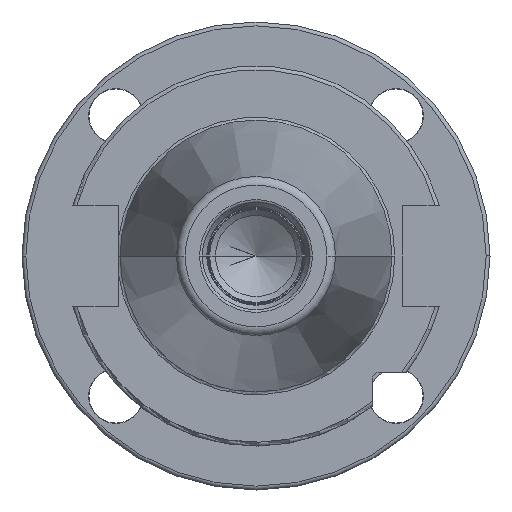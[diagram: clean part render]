
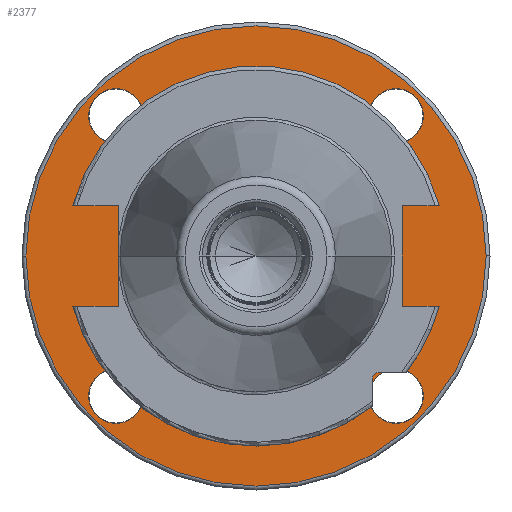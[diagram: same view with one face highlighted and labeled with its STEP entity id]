
A CAD part, left-side view. The second image highlights one B-rep face of the part: STEP entity #2377.
In plain terms, the highlighted planar face has unit normal (-1, 0, 0).
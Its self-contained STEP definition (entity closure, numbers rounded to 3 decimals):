
#122=DIRECTION('',(0.,0.,1.));
#123=VECTOR('',#122,37.625);
#124=CARTESIAN_POINT('',(35.05,35.3,-18.812));
#125=LINE('',#124,#123);
#154=CARTESIAN_POINT('',(35.05,0.,0.));
#155=DIRECTION('',(1.,0.,0.));
#156=DIRECTION('',(0.,0.883,0.47));
#157=AXIS2_PLACEMENT_3D('',#154,#155,#156);
#159=CARTESIAN_POINT('',(35.05,-37.5,13.919));
#199=CARTESIAN_POINT('',(35.05,35.3,18.812));
#201=CARTESIAN_POINT('',(35.05,0.,0.));
#202=DIRECTION('',(1.,0.,0.));
#203=DIRECTION('',(0.,-1.,0.));
#204=AXIS2_PLACEMENT_3D('',#201,#202,#203);
#206=CARTESIAN_POINT('',(35.05,0.,0.));
#207=DIRECTION('',(1.,0.,0.));
#208=DIRECTION('',(0.,1.,0.));
#209=AXIS2_PLACEMENT_3D('',#206,#207,#208);
#211=CARTESIAN_POINT('',(35.05,-35.921,-35.921));
#212=DIRECTION('',(1.,0.,0.));
#213=DIRECTION('',(0.,-1.,0.));
#214=AXIS2_PLACEMENT_3D('',#211,#212,#213);
#216=CARTESIAN_POINT('',(35.05,-35.921,-35.921));
#217=DIRECTION('',(1.,0.,0.));
#218=DIRECTION('',(0.,1.,0.));
#219=AXIS2_PLACEMENT_3D('',#216,#217,#218);
#221=CARTESIAN_POINT('',(35.05,35.921,-35.921));
#222=DIRECTION('',(1.,0.,0.));
#223=DIRECTION('',(0.,0.,-1.));
#224=AXIS2_PLACEMENT_3D('',#221,#222,#223);
#226=CARTESIAN_POINT('',(35.05,35.921,-35.921));
#227=DIRECTION('',(1.,0.,0.));
#228=DIRECTION('',(0.,0.,1.));
#229=AXIS2_PLACEMENT_3D('',#226,#227,#228);
#231=CARTESIAN_POINT('',(35.05,35.921,35.921));
#232=DIRECTION('',(1.,0.,0.));
#233=DIRECTION('',(0.,1.,0.));
#234=AXIS2_PLACEMENT_3D('',#231,#232,#233);
#236=CARTESIAN_POINT('',(35.05,35.921,35.921));
#237=DIRECTION('',(1.,0.,0.));
#238=DIRECTION('',(0.,-1.,0.));
#239=AXIS2_PLACEMENT_3D('',#236,#237,#238);
#241=CARTESIAN_POINT('',(35.05,-35.921,35.921));
#242=DIRECTION('',(1.,0.,0.));
#243=DIRECTION('',(0.,0.,1.));
#244=AXIS2_PLACEMENT_3D('',#241,#242,#243);
#246=CARTESIAN_POINT('',(35.05,-35.921,35.921));
#247=DIRECTION('',(1.,0.,0.));
#248=DIRECTION('',(0.,0.,-1.));
#249=AXIS2_PLACEMENT_3D('',#246,#247,#248);
#251=CARTESIAN_POINT('',(35.05,0.,0.));
#252=DIRECTION('',(1.,0.,0.));
#253=DIRECTION('',(0.,-0.938,-0.348));
#254=AXIS2_PLACEMENT_3D('',#251,#252,#253);
#256=CARTESIAN_POINT('',(35.05,35.3,-18.812));
#295=CARTESIAN_POINT('',(35.05,-37.5,-13.919));
#297=DIRECTION('',(0.,0.,-1.));
#298=VECTOR('',#297,27.839);
#299=CARTESIAN_POINT('',(35.05,-37.5,13.919));
#300=LINE('',#299,#298);
#2034=VERTEX_POINT('',#199);
#2035=VERTEX_POINT('',#159);
#2036=VERTEX_POINT('',#295);
#2037=VERTEX_POINT('',#256);
#2048=CARTESIAN_POINT('',(35.05,-59.,0.));
#2049=CARTESIAN_POINT('',(35.05,59.,0.));
#2050=VERTEX_POINT('',#2048);
#2051=VERTEX_POINT('',#2049);
#2090=CARTESIAN_POINT('',(35.05,-42.838,-35.921));
#2091=CARTESIAN_POINT('',(35.05,-29.004,-35.921));
#2092=VERTEX_POINT('',#2090);
#2093=VERTEX_POINT('',#2091);
#2094=CARTESIAN_POINT('',(35.05,35.921,-42.838));
#2095=CARTESIAN_POINT('',(35.05,35.921,-29.004));
#2096=VERTEX_POINT('',#2094);
#2097=VERTEX_POINT('',#2095);
#2098=CARTESIAN_POINT('',(35.05,42.838,35.921));
#2099=CARTESIAN_POINT('',(35.05,29.004,35.921));
#2100=VERTEX_POINT('',#2098);
#2101=VERTEX_POINT('',#2099);
#2102=CARTESIAN_POINT('',(35.05,-35.921,42.838));
#2103=CARTESIAN_POINT('',(35.05,-35.921,29.004));
#2104=VERTEX_POINT('',#2102);
#2105=VERTEX_POINT('',#2103);
#2334=CARTESIAN_POINT('',(35.05,35.3,48.738));
#2335=DIRECTION('',(1.,0.,0.));
#2336=DIRECTION('',(0.,0.,-1.));
#2337=AXIS2_PLACEMENT_3D('',#2334,#2335,#2336);
#2338=PLANE('',#2337);
#2340=ORIENTED_EDGE('',*,*,#2339,.T.);
#2342=ORIENTED_EDGE('',*,*,#2341,.T.);
#2343=EDGE_LOOP('',(#2340,#2342));
#2344=FACE_OUTER_BOUND('',#2343,.F.);
#2345=ORIENTED_EDGE('',*,*,#2325,.F.);
#2346=ORIENTED_EDGE('',*,*,#2262,.F.);
#2348=ORIENTED_EDGE('',*,*,#2347,.F.);
#2350=ORIENTED_EDGE('',*,*,#2349,.F.);
#2351=EDGE_LOOP('',(#2345,#2346,#2348,#2350));
#2352=FACE_BOUND('',#2351,.F.);
#2354=ORIENTED_EDGE('',*,*,#2353,.F.);
#2356=ORIENTED_EDGE('',*,*,#2355,.F.);
#2357=EDGE_LOOP('',(#2354,#2356));
#2358=FACE_BOUND('',#2357,.F.);
#2360=ORIENTED_EDGE('',*,*,#2359,.F.);
#2362=ORIENTED_EDGE('',*,*,#2361,.F.);
#2363=EDGE_LOOP('',(#2360,#2362));
#2364=FACE_BOUND('',#2363,.F.);
#2366=ORIENTED_EDGE('',*,*,#2365,.F.);
#2368=ORIENTED_EDGE('',*,*,#2367,.F.);
#2369=EDGE_LOOP('',(#2366,#2368));
#2370=FACE_BOUND('',#2369,.F.);
#2372=ORIENTED_EDGE('',*,*,#2371,.F.);
#2374=ORIENTED_EDGE('',*,*,#2373,.F.);
#2375=EDGE_LOOP('',(#2372,#2374));
#2376=FACE_BOUND('',#2375,.F.);
#2377=ADVANCED_FACE('',(#2344,#2352,#2358,#2364,#2370,#2376),#2338,.F.);
#158=CIRCLE('',#157,40.);
#205=CIRCLE('',#204,59.);
#210=CIRCLE('',#209,59.);
#215=CIRCLE('',#214,6.917);
#220=CIRCLE('',#219,6.917);
#225=CIRCLE('',#224,6.917);
#230=CIRCLE('',#229,6.917);
#235=CIRCLE('',#234,6.917);
#240=CIRCLE('',#239,6.917);
#245=CIRCLE('',#244,6.917);
#250=CIRCLE('',#249,6.917);
#255=CIRCLE('',#254,40.);
#2262=EDGE_CURVE('',#2037,#2034,#125,.T.);
#2325=EDGE_CURVE('',#2034,#2035,#158,.T.);
#2339=EDGE_CURVE('',#2050,#2051,#205,.T.);
#2341=EDGE_CURVE('',#2051,#2050,#210,.T.);
#2347=EDGE_CURVE('',#2036,#2037,#255,.T.);
#2349=EDGE_CURVE('',#2035,#2036,#300,.T.);
#2353=EDGE_CURVE('',#2092,#2093,#215,.T.);
#2355=EDGE_CURVE('',#2093,#2092,#220,.T.);
#2359=EDGE_CURVE('',#2096,#2097,#225,.T.);
#2361=EDGE_CURVE('',#2097,#2096,#230,.T.);
#2365=EDGE_CURVE('',#2100,#2101,#235,.T.);
#2367=EDGE_CURVE('',#2101,#2100,#240,.T.);
#2371=EDGE_CURVE('',#2104,#2105,#245,.T.);
#2373=EDGE_CURVE('',#2105,#2104,#250,.T.);
